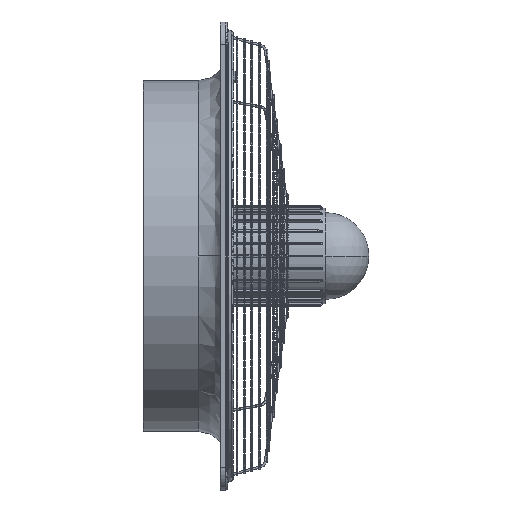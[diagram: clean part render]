
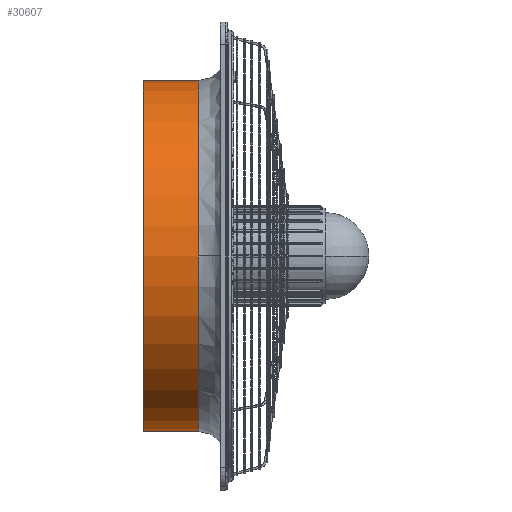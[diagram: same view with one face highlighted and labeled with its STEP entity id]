
A CAD part, front view. The second image highlights one B-rep face of the part: STEP entity #30607.
In plain terms, the highlighted cylindrical face has radius 307.5 mm (diameter 615 mm), a partial arc.
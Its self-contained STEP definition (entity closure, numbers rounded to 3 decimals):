
#820 = CARTESIAN_POINT ( 'NONE',  ( 641.571, 545., 0. ) ) ;
#2013 = ORIENTED_EDGE ( 'NONE', *, *, #23982, .T. ) ;
#2494 = CARTESIAN_POINT ( 'NONE',  ( 593.053, 852.5, -307.5 ) ) ;
#2507 = VERTEX_POINT ( 'NONE', #820 ) ;
#3418 = EDGE_CURVE ( 'NONE', #32825, #22209, #14843, .T. ) ;
#8180 = AXIS2_PLACEMENT_3D ( 'NONE', #15781, #25547, #37114 ) ;
#8241 = DIRECTION ( 'NONE',  ( 1., 0., 0. ) ) ;
#9868 = LINE ( 'NONE', #23585, #26271 ) ;
#10113 = CARTESIAN_POINT ( 'NONE',  ( 544.536, 852.5, -307.5 ) ) ;
#11207 = DIRECTION ( 'NONE',  ( -1., 0., 0. ) ) ;
#11734 = AXIS2_PLACEMENT_3D ( 'NONE', #22539, #11207, #13629 ) ;
#13499 = FACE_OUTER_BOUND ( 'NONE', #21629, .T. ) ;
#13629 = DIRECTION ( 'NONE',  ( 0., 1., 0. ) ) ;
#13954 = DIRECTION ( 'NONE',  ( 1., 0., 0. ) ) ;
#14843 = LINE ( 'NONE', #2494, #15308 ) ;
#15209 = VERTEX_POINT ( 'NONE', #33671 ) ;
#15308 = VECTOR ( 'NONE', #13954, 1000. ) ;
#15781 = CARTESIAN_POINT ( 'NONE',  ( 544.536, 852.5, 0. ) ) ;
#16410 = ORIENTED_EDGE ( 'NONE', *, *, #26278, .F. ) ;
#17175 = CARTESIAN_POINT ( 'NONE',  ( 593.053, 852.5, 0. ) ) ;
#20212 = DIRECTION ( 'NONE',  ( 0., 0., -1. ) ) ;
#20330 = DIRECTION ( 'NONE',  ( 0., 1., 0. ) ) ;
#21629 = EDGE_LOOP ( 'NONE', ( #23343, #16410, #37657, #26099, #2013 ) ) ;
#22209 = VERTEX_POINT ( 'NONE', #33398 ) ;
#22539 = CARTESIAN_POINT ( 'NONE',  ( 641.571, 852.5, 0. ) ) ;
#23343 = ORIENTED_EDGE ( 'NONE', *, *, #24737, .F. ) ;
#23585 = CARTESIAN_POINT ( 'NONE',  ( 593.053, 852.5, 307.5 ) ) ;
#23982 = EDGE_CURVE ( 'NONE', #2507, #27458, #27318, .T. ) ;
#24737 = EDGE_CURVE ( 'NONE', #15209, #27458, #9868, .T. ) ;
#25547 = DIRECTION ( 'NONE',  ( -1., 0., 0. ) ) ;
#26099 = ORIENTED_EDGE ( 'NONE', *, *, #35471, .T. ) ;
#26271 = VECTOR ( 'NONE', #26902, 1000. ) ;
#26278 = EDGE_CURVE ( 'NONE', #32825, #15209, #28005, .T. ) ;
#26902 = DIRECTION ( 'NONE',  ( 1., 0., 0. ) ) ;
#27318 = CIRCLE ( 'NONE', #11734, 307.5 ) ;
#27458 = VERTEX_POINT ( 'NONE', #31113 ) ;
#28005 = CIRCLE ( 'NONE', #8180, 307.5 ) ;
#30607 = ADVANCED_FACE ( 'NONE', ( #13499 ), #34477, .T. ) ;
#30730 = AXIS2_PLACEMENT_3D ( 'NONE', #35109, #34981, #20330 ) ;
#31113 = CARTESIAN_POINT ( 'NONE',  ( 641.571, 852.5, 307.5 ) ) ;
#32825 = VERTEX_POINT ( 'NONE', #10113 ) ;
#33398 = CARTESIAN_POINT ( 'NONE',  ( 641.571, 852.5, -307.5 ) ) ;
#33671 = CARTESIAN_POINT ( 'NONE',  ( 544.536, 852.5, 307.5 ) ) ;
#34477 = CYLINDRICAL_SURFACE ( 'NONE', #35419, 307.5 ) ;
#34981 = DIRECTION ( 'NONE',  ( -1., 0., 0. ) ) ;
#35109 = CARTESIAN_POINT ( 'NONE',  ( 641.571, 852.5, 0. ) ) ;
#35419 = AXIS2_PLACEMENT_3D ( 'NONE', #17175, #8241, #20212 ) ;
#35471 = EDGE_CURVE ( 'NONE', #22209, #2507, #36931, .T. ) ;
#36931 = CIRCLE ( 'NONE', #30730, 307.5 ) ;
#37114 = DIRECTION ( 'NONE',  ( 0., 0., -1. ) ) ;
#37657 = ORIENTED_EDGE ( 'NONE', *, *, #3418, .T. ) ;
